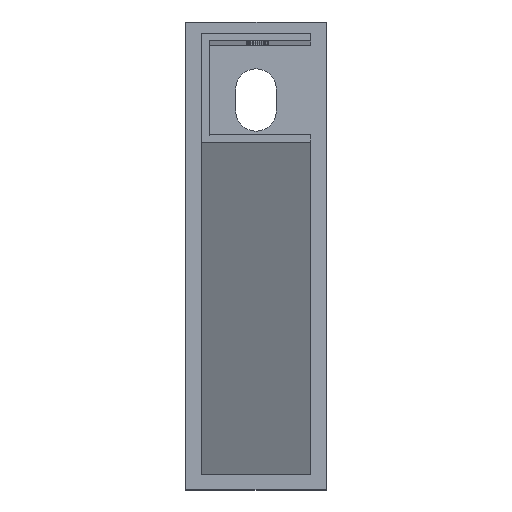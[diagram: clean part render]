
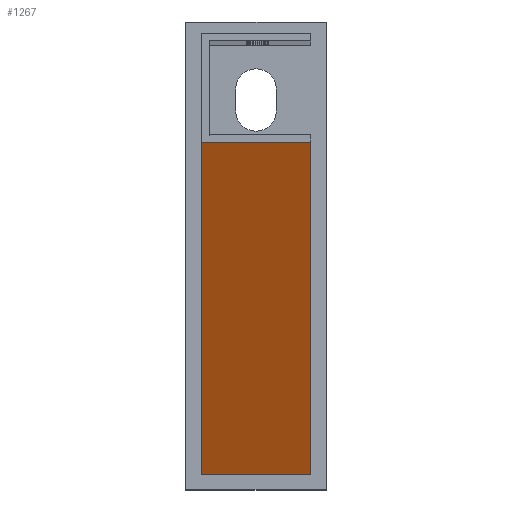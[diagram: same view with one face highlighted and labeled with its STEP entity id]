
A CAD part, top view. The second image highlights one B-rep face of the part: STEP entity #1267.
In plain terms, the highlighted planar face has unit normal (0, -0.992, 0.126).
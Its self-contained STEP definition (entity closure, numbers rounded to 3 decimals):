
#50 = VECTOR ( 'NONE', #127, 1000. ) ;
#112 = EDGE_CURVE ( 'NONE', #2870, #1292, #3202, .T. ) ;
#127 = DIRECTION ( 'NONE',  ( 1., 0., 0. ) ) ;
#166 = EDGE_CURVE ( 'NONE', #3260, #2870, #3898, .T. ) ;
#222 = ORIENTED_EDGE ( 'NONE', *, *, #2350, .T. ) ;
#292 = DIRECTION ( 'NONE',  ( 0., -0.992, 0.126 ) ) ;
#359 = PLANE ( 'NONE',  #3364 ) ;
#433 = VERTEX_POINT ( 'NONE', #4477 ) ;
#467 = CARTESIAN_POINT ( 'NONE',  ( 40., 110., 836. ) ) ;
#503 = VECTOR ( 'NONE', #4339, 1000. ) ;
#649 = CARTESIAN_POINT ( 'NONE',  ( 5., 110., 836. ) ) ;
#1088 = VECTOR ( 'NONE', #1167, 1000. ) ;
#1123 = CARTESIAN_POINT ( 'NONE',  ( 40., 110., 836. ) ) ;
#1167 = DIRECTION ( 'NONE',  ( 0., -0.126, -0.992 ) ) ;
#1211 = LINE ( 'NONE', #2252, #503 ) ;
#1267 = ADVANCED_FACE ( 'NONE', ( #2468 ), #359, .T. ) ;
#1292 = VERTEX_POINT ( 'NONE', #1363 ) ;
#1348 = VECTOR ( 'NONE', #1449, 1000. ) ;
#1363 = CARTESIAN_POINT ( 'NONE',  ( 40., 5., 6. ) ) ;
#1449 = DIRECTION ( 'NONE',  ( 0., -0.126, -0.992 ) ) ;
#1968 = EDGE_LOOP ( 'NONE', ( #3033, #222, #4056, #3228 ) ) ;
#2252 = CARTESIAN_POINT ( 'NONE',  ( 5., 5., 6. ) ) ;
#2350 = EDGE_CURVE ( 'NONE', #433, #1292, #1211, .T. ) ;
#2468 = FACE_OUTER_BOUND ( 'NONE', #1968, .T. ) ;
#2668 = EDGE_CURVE ( 'NONE', #3260, #433, #3083, .T. ) ;
#2870 = VERTEX_POINT ( 'NONE', #2871 ) ;
#2871 = CARTESIAN_POINT ( 'NONE',  ( 40., 110., 836. ) ) ;
#3033 = ORIENTED_EDGE ( 'NONE', *, *, #2668, .T. ) ;
#3083 = LINE ( 'NONE', #649, #1348 ) ;
#3182 = CARTESIAN_POINT ( 'NONE',  ( 0., 4.174, -0.528 ) ) ;
#3202 = LINE ( 'NONE', #1123, #1088 ) ;
#3228 = ORIENTED_EDGE ( 'NONE', *, *, #166, .F. ) ;
#3260 = VERTEX_POINT ( 'NONE', #4457 ) ;
#3364 = AXIS2_PLACEMENT_3D ( 'NONE', #3182, #292, #4506 ) ;
#3898 = LINE ( 'NONE', #467, #50 ) ;
#4056 = ORIENTED_EDGE ( 'NONE', *, *, #112, .F. ) ;
#4339 = DIRECTION ( 'NONE',  ( 1., 0., 0. ) ) ;
#4457 = CARTESIAN_POINT ( 'NONE',  ( 5., 110., 836. ) ) ;
#4477 = CARTESIAN_POINT ( 'NONE',  ( 5., 5., 6. ) ) ;
#4506 = DIRECTION ( 'NONE',  ( 0., -0.126, -0.992 ) ) ;
